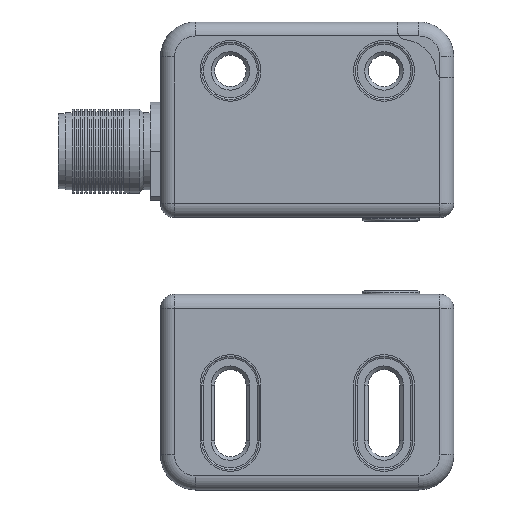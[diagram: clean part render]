
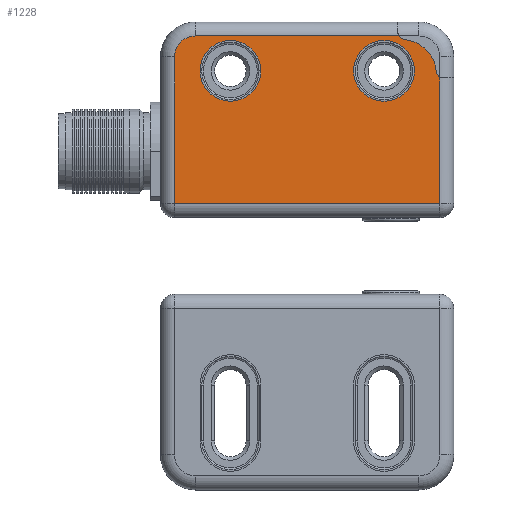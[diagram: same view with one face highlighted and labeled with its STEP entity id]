
A CAD part, top view. The second image highlights one B-rep face of the part: STEP entity #1228.
In plain terms, the highlighted planar face has unit normal (0, 0, 1).
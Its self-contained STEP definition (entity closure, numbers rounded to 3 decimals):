
#83=FACE_BOUND('',#2031,.T.);
#84=FACE_BOUND('',#2032,.T.);
#85=FACE_BOUND('',#2033,.T.);
#528=LINE('',#8571,#873);
#529=LINE('',#8573,#874);
#530=LINE('',#8575,#875);
#531=LINE('',#8583,#876);
#873=VECTOR('',#6684,1.);
#874=VECTOR('',#6685,1.);
#875=VECTOR('',#6686,1.);
#876=VECTOR('',#6693,1.);
#1228=ADVANCED_FACE('',(#83,#84,#85),#1546,.F.);
#1546=PLANE('',#5717);
#2031=EDGE_LOOP('',(#2632,#2633,#2634,#2635,#2636,#2637,#2638,#2639));
#2032=EDGE_LOOP('',(#2640));
#2033=EDGE_LOOP('',(#2641));
#2632=ORIENTED_EDGE('',*,*,#4396,.F.);
#2633=ORIENTED_EDGE('',*,*,#4502,.T.);
#2634=ORIENTED_EDGE('',*,*,#4503,.T.);
#2635=ORIENTED_EDGE('',*,*,#4504,.T.);
#2636=ORIENTED_EDGE('',*,*,#4505,.T.);
#2637=ORIENTED_EDGE('',*,*,#4506,.T.);
#2638=ORIENTED_EDGE('',*,*,#4507,.T.);
#2639=ORIENTED_EDGE('',*,*,#4508,.T.);
#2640=ORIENTED_EDGE('',*,*,#4496,.F.);
#2641=ORIENTED_EDGE('',*,*,#4494,.F.);
#3917=VERTEX_POINT('',#8354);
#3918=VERTEX_POINT('',#8355);
#3978=VERTEX_POINT('',#8555);
#3979=VERTEX_POINT('',#8559);
#3983=VERTEX_POINT('',#8572);
#3984=VERTEX_POINT('',#8574);
#3985=VERTEX_POINT('',#8576);
#3986=VERTEX_POINT('',#8578);
#3987=VERTEX_POINT('',#8580);
#3988=VERTEX_POINT('',#8582);
#4396=EDGE_CURVE('',#3917,#3918,#5152,.T.);
#4494=EDGE_CURVE('',#3978,#3978,#5229,.T.);
#4496=EDGE_CURVE('',#3979,#3979,#5230,.T.);
#4502=EDGE_CURVE('',#3917,#3983,#528,.T.);
#4503=EDGE_CURVE('',#3983,#3984,#529,.T.);
#4504=EDGE_CURVE('',#3984,#3985,#530,.T.);
#4505=EDGE_CURVE('',#3985,#3986,#5234,.T.);
#4506=EDGE_CURVE('',#3986,#3987,#5235,.T.);
#4507=EDGE_CURVE('',#3987,#3988,#5236,.T.);
#4508=EDGE_CURVE('',#3988,#3918,#531,.T.);
#5152=CIRCLE('',#5586,3.);
#5229=CIRCLE('',#5706,4.35);
#5230=CIRCLE('',#5708,4.35);
#5234=CIRCLE('',#5714,1.);
#5235=CIRCLE('',#5715,5.);
#5236=CIRCLE('',#5716,1.);
#5586=AXIS2_PLACEMENT_3D('',#8353,#6404,#6405);
#5706=AXIS2_PLACEMENT_3D('',#8556,#6665,#6666);
#5708=AXIS2_PLACEMENT_3D('',#8560,#6670,#6671);
#5714=AXIS2_PLACEMENT_3D('',#8577,#6687,#6688);
#5715=AXIS2_PLACEMENT_3D('',#8579,#6689,#6690);
#5716=AXIS2_PLACEMENT_3D('',#8581,#6691,#6692);
#5717=AXIS2_PLACEMENT_3D('',#8584,#6694,#6695);
#6404=DIRECTION('',(0.,0.,-1.));
#6405=DIRECTION('',(1.,0.,0.));
#6665=DIRECTION('',(0.,0.,1.));
#6666=DIRECTION('',(-1.,0.,0.));
#6670=DIRECTION('',(0.,0.,1.));
#6671=DIRECTION('',(-1.,0.,0.));
#6684=DIRECTION('',(0.,-1.,0.));
#6685=DIRECTION('',(1.,0.,0.));
#6686=DIRECTION('',(0.,1.,0.));
#6687=DIRECTION('',(0.,0.,-1.));
#6688=DIRECTION('',(1.,0.,0.));
#6689=DIRECTION('',(0.,0.,1.));
#6690=DIRECTION('',(1.,0.,0.));
#6691=DIRECTION('',(0.,0.,-1.));
#6692=DIRECTION('',(1.,0.,0.));
#6693=DIRECTION('',(-1.,0.,0.));
#6694=DIRECTION('',(0.,0.,-1.));
#6695=DIRECTION('',(-1.,0.,0.));
#8353=CARTESIAN_POINT('',(19.9,13.5,9.));
#8354=CARTESIAN_POINT('',(16.9,13.5,9.));
#8355=CARTESIAN_POINT('',(19.9,16.5,9.));
#8555=CARTESIAN_POINT('',(29.25,11.5,9.));
#8556=CARTESIAN_POINT('',(24.9,11.5,9.));
#8559=CARTESIAN_POINT('',(51.25,11.5,9.));
#8560=CARTESIAN_POINT('',(46.9,11.5,9.));
#8571=CARTESIAN_POINT('',(16.9,-11.5,9.));
#8572=CARTESIAN_POINT('',(16.9,-7.5,9.));
#8573=CARTESIAN_POINT('',(56.9,-7.5,9.));
#8574=CARTESIAN_POINT('',(54.9,-7.5,9.));
#8575=CARTESIAN_POINT('',(54.9,-11.5,9.));
#8576=CARTESIAN_POINT('',(54.9,10.622,9.));
#8577=CARTESIAN_POINT('',(55.379,11.5,9.));
#8578=CARTESIAN_POINT('',(54.383,11.417,9.));
#8579=CARTESIAN_POINT('',(49.4,11.,9.));
#8580=CARTESIAN_POINT('',(49.817,15.983,9.));
#8581=CARTESIAN_POINT('',(49.9,16.979,9.));
#8582=CARTESIAN_POINT('',(49.022,16.5,9.));
#8583=CARTESIAN_POINT('',(56.9,16.5,9.));
#8584=CARTESIAN_POINT('',(56.9,-11.5,9.));
